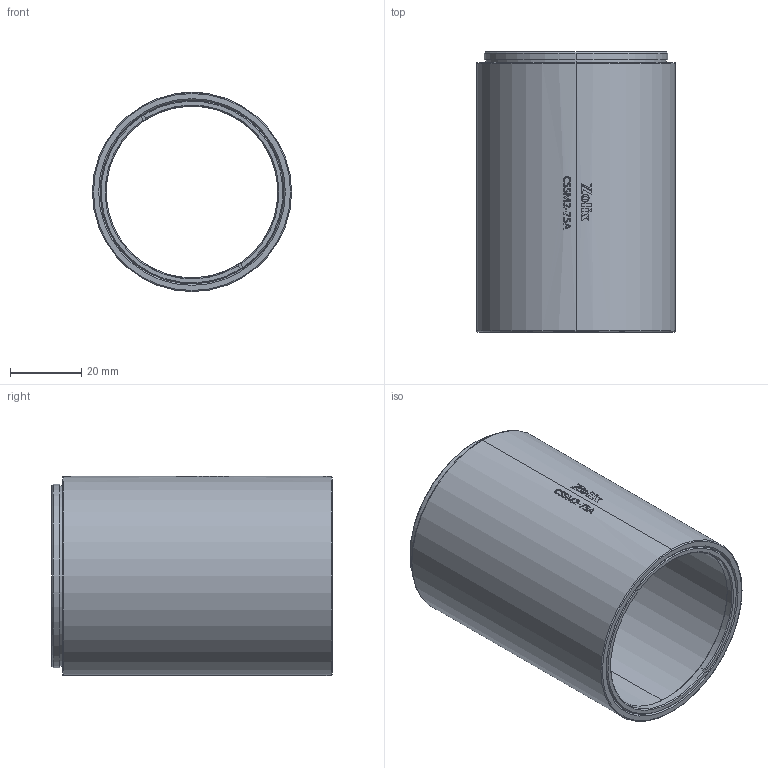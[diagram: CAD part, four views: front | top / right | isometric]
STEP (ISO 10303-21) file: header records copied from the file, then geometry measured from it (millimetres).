
FILE_DESCRIPTION (( 'STEP AP203' ), '1' );
FILE_NAME ('CSSM2-75A.STEP', '2025-06-18T05:58:01', ( '' ), ( '' ), 'SwSTEP 2.0', 'SolidWorks 2020', '' );
FILE_SCHEMA (( 'CONFIG_CONTROL_DESIGN' ));
Length unit declared in the file: millimetre
Products named in the file (1): CSSM2-75A
Bounding box: 56 x 78.8 x 56 mm (x, y, z)
Volume: 29152.3 mm3; surface area: 29136.9 mm2
Topology: 2 solids, 2 shells, 352 faces, 961 edges, 636 vertices
Faces by surface type: bspline 240, plane 58, cylinder 36, cone 12, torus 6
Entity records: 21527 total; most frequent: CARTESIAN_POINT 14669, ORIENTED_EDGE 1922, EDGE_CURVE 961, B_SPLINE_CURVE_WITH_KNOTS 758, VERTEX_POINT 636, DIRECTION 517, EDGE_LOOP 379, ADVANCED_FACE 352
